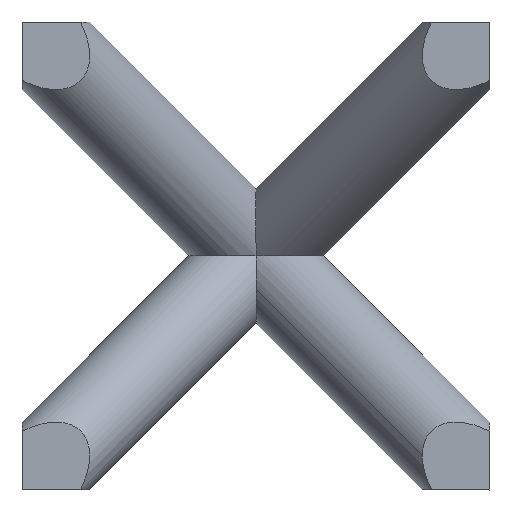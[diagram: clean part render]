
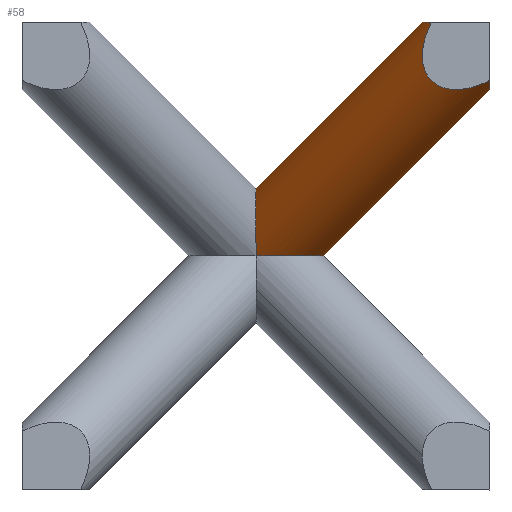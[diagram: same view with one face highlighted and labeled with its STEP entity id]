
A CAD part, front view. The second image highlights one B-rep face of the part: STEP entity #58.
In plain terms, the highlighted cylindrical face has radius 0.817 mm (diameter 1.633 mm), a partial arc.
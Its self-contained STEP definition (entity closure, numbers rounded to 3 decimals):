
#11 = CARTESIAN_POINT ( 'NONE',  ( 4., 1., 3. ) ) ;
#36 = VERTEX_POINT ( 'NONE', #1170 ) ;
#51 = EDGE_CURVE ( 'NONE', #36, #719, #1086, .T. ) ;
#58 = ADVANCED_FACE ( 'NONE', ( #946 ), #598, .T. ) ;
#64 = CARTESIAN_POINT ( 'NONE',  ( 0., 4., 0. ) ) ;
#81 = DIRECTION ( 'NONE',  ( 0.577, -0.577, 0.577 ) ) ;
#88 = CARTESIAN_POINT ( 'NONE',  ( -4.327, 9.327, -4.327 ) ) ;
#106 = CARTESIAN_POINT ( 'NONE',  ( 0., 4., 0. ) ) ;
#118 = VECTOR ( 'NONE', #81, 1000. ) ;
#126 = CARTESIAN_POINT ( 'NONE',  ( 2.845, 1.577, 4. ) ) ;
#157 =( BOUNDED_CURVE ( )  B_SPLINE_CURVE ( 3, ( #126, #264, #758, #465 ),
 .UNSPECIFIED., .F., .T. ) 
 B_SPLINE_CURVE_WITH_KNOTS ( ( 4, 4 ),
 ( 3.665, 4.189 ),
 .UNSPECIFIED. ) 
 CURVE ( )  GEOMETRIC_REPRESENTATION_ITEM ( )  RATIONAL_B_SPLINE_CURVE ( ( 1., 0.977, 0.977, 1. ) ) 
 REPRESENTATION_ITEM ( '' )  );
#191 =( BOUNDED_CURVE ( )  B_SPLINE_CURVE ( 3, ( #594, #1000, #687, #781 ),
 .UNSPECIFIED., .F., .T. ) 
 B_SPLINE_CURVE_WITH_KNOTS ( ( 4, 4 ),
 ( 5.76, 7.33 ),
 .UNSPECIFIED. ) 
 CURVE ( )  GEOMETRIC_REPRESENTATION_ITEM ( )  RATIONAL_B_SPLINE_CURVE ( ( 1., 0.805, 0.805, 1. ) ) 
 REPRESENTATION_ITEM ( '' )  );
#222 = VECTOR ( 'NONE', #267, 1000. ) ;
#248 = CARTESIAN_POINT ( 'NONE',  ( 4., 1., 3. ) ) ;
#254 = VERTEX_POINT ( 'NONE', #349 ) ;
#263 = CARTESIAN_POINT ( 'NONE',  ( 2.5, 1., 3. ) ) ;
#264 = CARTESIAN_POINT ( 'NONE',  ( 2.845, 1.401, 4. ) ) ;
#267 = DIRECTION ( 'NONE',  ( 0.577, -0.577, 0.577 ) ) ;
#298 = VERTEX_POINT ( 'NONE', #1151 ) ;
#320 = VERTEX_POINT ( 'NONE', #442 ) ;
#349 = CARTESIAN_POINT ( 'NONE',  ( 2.845, 1.577, 4. ) ) ;
#361 = CARTESIAN_POINT ( 'NONE',  ( 1.155, 3.837, 0. ) ) ;
#433 = EDGE_CURVE ( 'NONE', #461, #320, #889, .T. ) ;
#442 = CARTESIAN_POINT ( 'NONE',  ( 4., 1.577, 2.845 ) ) ;
#452 = ORIENTED_EDGE ( 'NONE', *, *, #797, .F. ) ;
#461 = VERTEX_POINT ( 'NONE', #659 ) ;
#465 = CARTESIAN_POINT ( 'NONE',  ( 3., 1., 4. ) ) ;
#484 = EDGE_CURVE ( 'NONE', #461, #710, #755, .T. ) ;
#510 = EDGE_CURVE ( 'NONE', #320, #719, #852, .T. ) ;
#520 = ORIENTED_EDGE ( 'NONE', *, *, #510, .T. ) ;
#539 = CARTESIAN_POINT ( 'NONE',  ( 4., 1., 3. ) ) ;
#594 = CARTESIAN_POINT ( 'NONE',  ( 0., 4.423, 1.155 ) ) ;
#598 = CYLINDRICAL_SURFACE ( 'NONE', #863, 0.816 ) ;
#615 = ORIENTED_EDGE ( 'NONE', *, *, #51, .F. ) ;
#644 = CARTESIAN_POINT ( 'NONE',  ( 4., 1.577, 2.845 ) ) ;
#651 = CARTESIAN_POINT ( 'NONE',  ( 1.155, 4.423, 0. ) ) ;
#659 = CARTESIAN_POINT ( 'NONE',  ( 1.155, 4.423, 0. ) ) ;
#687 = CARTESIAN_POINT ( 'NONE',  ( 0., 3.662, 0.676 ) ) ;
#688 = EDGE_LOOP ( 'NONE', ( #1204, #954, #1253, #1336, #520, #615, #452 ) ) ;
#710 = VERTEX_POINT ( 'NONE', #106 ) ;
#719 = VERTEX_POINT ( 'NONE', #11 ) ;
#744 = CARTESIAN_POINT ( 'NONE',  ( 0.676, 3.662, 0. ) ) ;
#755 =( BOUNDED_CURVE ( )  B_SPLINE_CURVE ( 3, ( #651, #361, #744, #64 ),
 .UNSPECIFIED., .F., .T. ) 
 B_SPLINE_CURVE_WITH_KNOTS ( ( 4, 4 ),
 ( 2.618, 4.189 ),
 .UNSPECIFIED. ) 
 CURVE ( )  GEOMETRIC_REPRESENTATION_ITEM ( )  RATIONAL_B_SPLINE_CURVE ( ( 1., 0.805, 0.805, 1. ) ) 
 REPRESENTATION_ITEM ( '' )  );
#758 = CARTESIAN_POINT ( 'NONE',  ( 2.898, 1.204, 4. ) ) ;
#776 = CARTESIAN_POINT ( 'NONE',  ( 4., 1.204, 2.898 ) ) ;
#780 = DIRECTION ( 'NONE',  ( 0.707, 0., -0.707 ) ) ;
#781 = CARTESIAN_POINT ( 'NONE',  ( 0., 4., 0. ) ) ;
#791 = CARTESIAN_POINT ( 'NONE',  ( -3.75, 9.327, -4.904 ) ) ;
#797 = EDGE_CURVE ( 'NONE', #254, #36, #157, .T. ) ;
#852 =( BOUNDED_CURVE ( )  B_SPLINE_CURVE ( 3, ( #644, #1054, #776, #248 ),
 .UNSPECIFIED., .F., .T. ) 
 B_SPLINE_CURVE_WITH_KNOTS ( ( 4, 4 ),
 ( 3.665, 4.189 ),
 .UNSPECIFIED. ) 
 CURVE ( )  GEOMETRIC_REPRESENTATION_ITEM ( )  RATIONAL_B_SPLINE_CURVE ( ( 1., 0.977, 0.977, 1. ) ) 
 REPRESENTATION_ITEM ( '' )  );
#857 = LINE ( 'NONE', #951, #222 ) ;
#863 = AXIS2_PLACEMENT_3D ( 'NONE', #88, #1004, #780 ) ;
#889 = LINE ( 'NONE', #791, #118 ) ;
#946 = FACE_OUTER_BOUND ( 'NONE', #688, .T. ) ;
#951 = CARTESIAN_POINT ( 'NONE',  ( -4.904, 9.327, -3.75 ) ) ;
#954 = ORIENTED_EDGE ( 'NONE', *, *, #1042, .T. ) ;
#1000 = CARTESIAN_POINT ( 'NONE',  ( 0., 3.837, 1.155 ) ) ;
#1004 = DIRECTION ( 'NONE',  ( 0.577, -0.577, 0.577 ) ) ;
#1042 = EDGE_CURVE ( 'NONE', #298, #710, #191, .T. ) ;
#1051 = CARTESIAN_POINT ( 'NONE',  ( 3., 1., 2.5 ) ) ;
#1054 = CARTESIAN_POINT ( 'NONE',  ( 4., 1.401, 2.845 ) ) ;
#1086 =( BOUNDED_CURVE ( )  B_SPLINE_CURVE ( 3, ( #1189, #263, #1051, #539 ),
 .UNSPECIFIED., .F., .T. ) 
 B_SPLINE_CURVE_WITH_KNOTS ( ( 4, 4 ),
 ( 2.094, 4.189 ),
 .UNSPECIFIED. ) 
 CURVE ( )  GEOMETRIC_REPRESENTATION_ITEM ( )  RATIONAL_B_SPLINE_CURVE ( ( 1., 0.667, 0.667, 1. ) ) 
 REPRESENTATION_ITEM ( '' )  );
#1151 = CARTESIAN_POINT ( 'NONE',  ( 0., 4.423, 1.155 ) ) ;
#1170 = CARTESIAN_POINT ( 'NONE',  ( 3., 1., 4. ) ) ;
#1189 = CARTESIAN_POINT ( 'NONE',  ( 3., 1., 4. ) ) ;
#1204 = ORIENTED_EDGE ( 'NONE', *, *, #1205, .F. ) ;
#1205 = EDGE_CURVE ( 'NONE', #298, #254, #857, .T. ) ;
#1253 = ORIENTED_EDGE ( 'NONE', *, *, #484, .F. ) ;
#1336 = ORIENTED_EDGE ( 'NONE', *, *, #433, .T. ) ;
